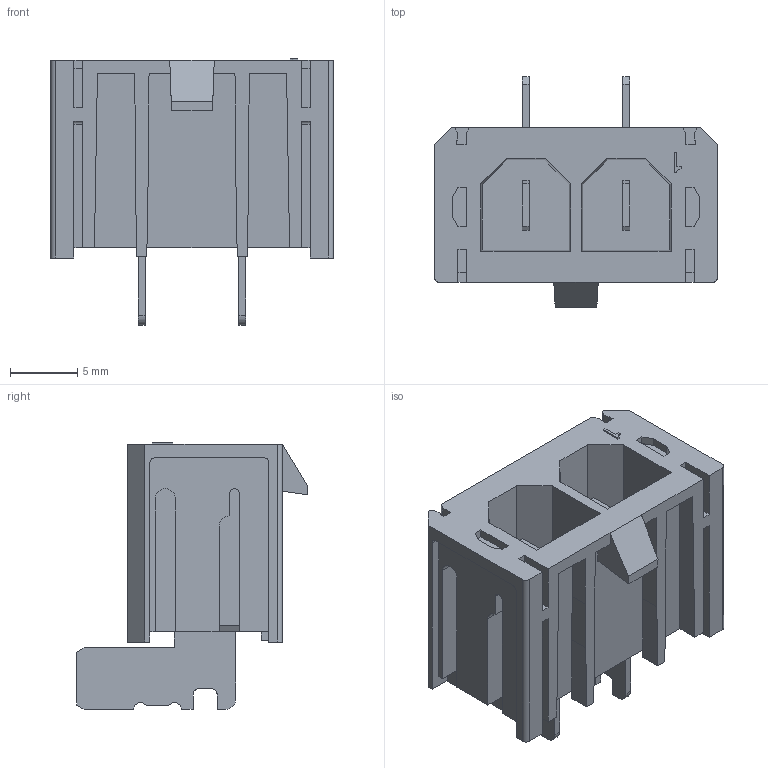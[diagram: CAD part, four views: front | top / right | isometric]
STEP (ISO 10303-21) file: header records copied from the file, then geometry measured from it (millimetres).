
FILE_DESCRIPTION((''),'2;1');
FILE_NAME('1720430201','2015-09-10T',('me'),(''),'PRO/ENGINEER BY PARAMETRIC TECHNOLOGY CORPORATION, 2011490','PRO/ENGINEER BY PARAMETRIC TECHNOLOGY CORPORATION, 2011490','');
FILE_SCHEMA(('CONFIG_CONTROL_DESIGN'));
Length unit declared in the file: millimetre
Products named in the file (1): 1720430201
Bounding box: 21.08 x 17.2 x 19.88 mm (x, y, z)
Volume: 1787.6 mm3; surface area: 2829.2 mm2
Topology: 1 solids, 1 shells, 317 faces, 892 edges, 594 vertices
Faces by surface type: plane 223, cylinder 62, torus 32
Entity records: 10227 total; most frequent: CARTESIAN_POINT 1796, ORIENTED_EDGE 1768, DIRECTION 1720, EDGE_CURVE 884, VECTOR 700, LINE 700, VERTEX_POINT 586, AXIS2_PLACEMENT_3D 510
